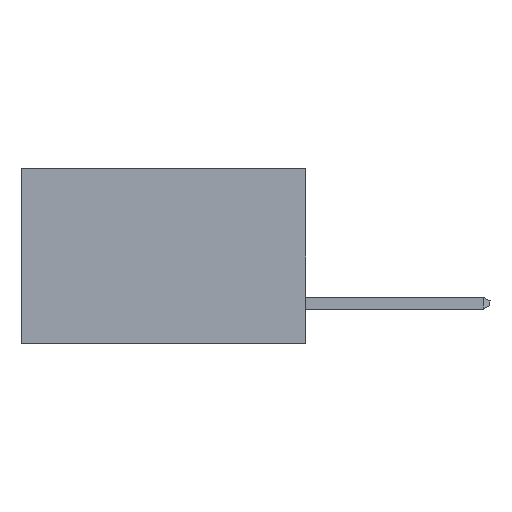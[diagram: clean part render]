
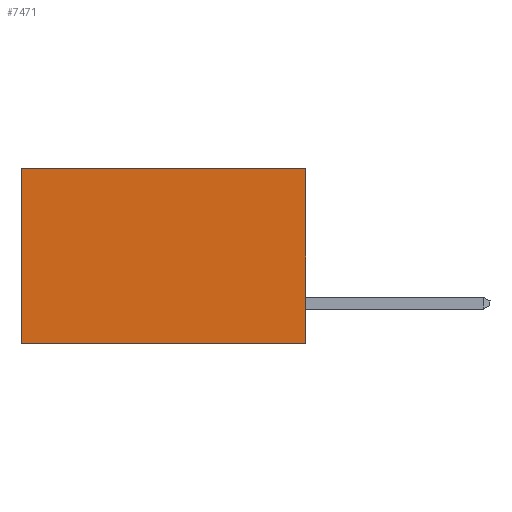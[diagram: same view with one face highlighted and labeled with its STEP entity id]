
A CAD part, left-side view. The second image highlights one B-rep face of the part: STEP entity #7471.
In plain terms, the highlighted planar face has unit normal (-1, 0, 0).
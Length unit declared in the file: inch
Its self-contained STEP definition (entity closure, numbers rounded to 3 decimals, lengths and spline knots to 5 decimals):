
#223 = AXIS2_PLACEMENT_3D ( 'NONE', #10609, #2162, #3738 ) ;
#237 = EDGE_LOOP ( 'NONE', ( #2241, #6660, #2929, #9309 ) ) ;
#416 = EDGE_CURVE ( 'NONE', #696, #5555, #3143, .T. ) ;
#696 = VERTEX_POINT ( 'NONE', #8617 ) ;
#1519 = EDGE_CURVE ( 'NONE', #9623, #6464, #10384, .T. ) ;
#1988 = CARTESIAN_POINT ( 'NONE',  ( 0.2615, 0.6, -0.37 ) ) ;
#2162 = DIRECTION ( 'NONE',  ( 1., 0., 0. ) ) ;
#2241 = ORIENTED_EDGE ( 'NONE', *, *, #1519, .T. ) ;
#2767 = DIRECTION ( 'NONE',  ( 0., 1., 0. ) ) ;
#2929 = ORIENTED_EDGE ( 'NONE', *, *, #416, .F. ) ;
#3021 = VECTOR ( 'NONE', #2767, 39.37008 ) ;
#3111 = LINE ( 'NONE', #9860, #7778 ) ;
#3143 = LINE ( 'NONE', #4681, #7089 ) ;
#3659 = EDGE_CURVE ( 'NONE', #696, #9623, #3111, .T. ) ;
#3738 = DIRECTION ( 'NONE',  ( 0., 0., -1. ) ) ;
#3817 = FACE_OUTER_BOUND ( 'NONE', #237, .T. ) ;
#3985 = DIRECTION ( 'NONE',  ( 0., 0., -1. ) ) ;
#4639 = CARTESIAN_POINT ( 'NONE',  ( 0.2615, 0.6, 0. ) ) ;
#4681 = CARTESIAN_POINT ( 'NONE',  ( 0.2615, 0., -0.37 ) ) ;
#5217 = CARTESIAN_POINT ( 'NONE',  ( 0.2615, 0., -0.37 ) ) ;
#5555 = VERTEX_POINT ( 'NONE', #9787 ) ;
#5673 = LINE ( 'NONE', #5217, #3021 ) ;
#6464 = VERTEX_POINT ( 'NONE', #8076 ) ;
#6660 = ORIENTED_EDGE ( 'NONE', *, *, #8526, .F. ) ;
#7089 = VECTOR ( 'NONE', #3985, 39.37008 ) ;
#7401 = DIRECTION ( 'NONE',  ( 0., 1., 0. ) ) ;
#7471 = ADVANCED_FACE ( 'NONE', ( #3817 ), #10041, .F. ) ;
#7778 = VECTOR ( 'NONE', #7401, 39.37008 ) ;
#7934 = DIRECTION ( 'NONE',  ( 0., 0., -1. ) ) ;
#8076 = CARTESIAN_POINT ( 'NONE',  ( 0.2615, 0.6, -0.37 ) ) ;
#8526 = EDGE_CURVE ( 'NONE', #5555, #6464, #5673, .T. ) ;
#8617 = CARTESIAN_POINT ( 'NONE',  ( 0.2615, 0., 0. ) ) ;
#9309 = ORIENTED_EDGE ( 'NONE', *, *, #3659, .T. ) ;
#9321 = VECTOR ( 'NONE', #7934, 39.37008 ) ;
#9623 = VERTEX_POINT ( 'NONE', #4639 ) ;
#9787 = CARTESIAN_POINT ( 'NONE',  ( 0.2615, 0., -0.37 ) ) ;
#9860 = CARTESIAN_POINT ( 'NONE',  ( 0.2615, 0., 0. ) ) ;
#10041 = PLANE ( 'NONE',  #223 ) ;
#10384 = LINE ( 'NONE', #1988, #9321 ) ;
#10609 = CARTESIAN_POINT ( 'NONE',  ( 0.2615, 0., -0.37 ) ) ;
